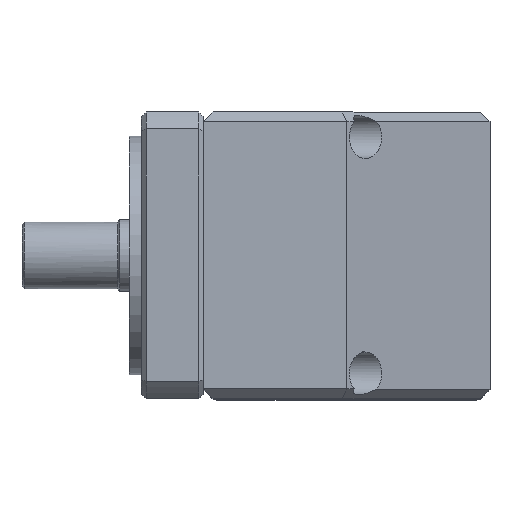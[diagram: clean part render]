
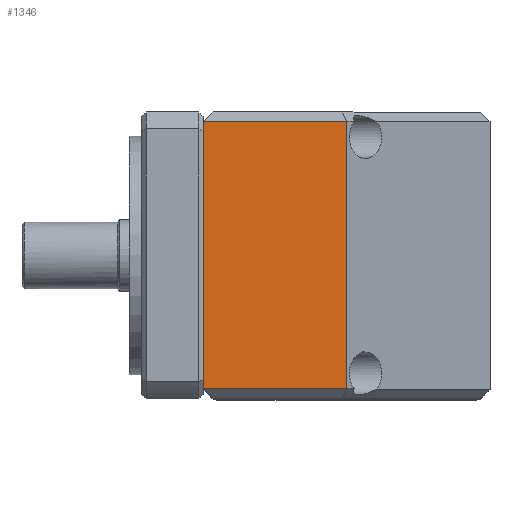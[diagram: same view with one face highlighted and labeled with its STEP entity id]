
A CAD part, top view. The second image highlights one B-rep face of the part: STEP entity #1346.
In plain terms, the highlighted planar face has unit normal (0, 0, 1).
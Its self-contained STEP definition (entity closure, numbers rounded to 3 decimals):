
#1346 = ADVANCED_FACE( 'NONE', ( #4039 ), #4040, .F. );
#4039 = FACE_OUTER_BOUND( '', #7956, .T. );
#4040 = PLANE( '', #7957 );
#7956 = EDGE_LOOP( '', ( #13484, #13485, #13486, #13487 ) );
#7957 = AXIS2_PLACEMENT_3D( '', #13488, #13489, #13490 );
#13484 = ORIENTED_EDGE( '', *, *, #18771, .T. );
#13485 = ORIENTED_EDGE( '', *, *, #18772, .T. );
#13486 = ORIENTED_EDGE( '', *, *, #18773, .T. );
#13487 = ORIENTED_EDGE( '', *, *, #18774, .T. );
#13488 = CARTESIAN_POINT( '', ( -39.268, 26.387, 83. ) );
#13489 = DIRECTION( '', ( 0., 0., -1. ) );
#13490 = DIRECTION( '', ( 0., -1., 0. ) );
#18771 = EDGE_CURVE( 'NONE', #19940, #19941, #19942, .T. );
#18772 = EDGE_CURVE( 'NONE', #19941, #19943, #19944, .T. );
#18773 = EDGE_CURVE( 'NONE', #19943, #19945, #19946, .T. );
#18774 = EDGE_CURVE( 'NONE', #19945, #19940, #19947, .T. );
#19940 = VERTEX_POINT( 'NONE', #21494 );
#19941 = VERTEX_POINT( 'NONE', #21495 );
#19942 = LINE( '', #21496, #21497 );
#19943 = VERTEX_POINT( 'NONE', #21498 );
#19944 = LINE( '', #21499, #21500 );
#19945 = VERTEX_POINT( 'NONE', #21501 );
#19946 = LINE( '', #21502, #21503 );
#19947 = LINE( '', #21504, #21505 );
#21494 = CARTESIAN_POINT( '', ( 18.732, 26.387, 83. ) );
#21495 = CARTESIAN_POINT( '', ( -37.268, 26.387, 83. ) );
#21496 = CARTESIAN_POINT( '', ( -39.268, 26.387, 83. ) );
#21497 = VECTOR( '', #23973, 1000. );
#21498 = CARTESIAN_POINT( '', ( -37.268, -3.613, 83. ) );
#21499 = CARTESIAN_POINT( '', ( -37.268, 26.387, 83. ) );
#21500 = VECTOR( '', #23974, 1000. );
#21501 = CARTESIAN_POINT( '', ( 18.732, -3.613, 83. ) );
#21502 = CARTESIAN_POINT( '', ( -39.268, -3.613, 83. ) );
#21503 = VECTOR( '', #23975, 1000. );
#21504 = CARTESIAN_POINT( '', ( 18.732, 26.387, 83. ) );
#21505 = VECTOR( '', #23976, 1000. );
#23973 = DIRECTION( '', ( -1., 0., 0. ) );
#23974 = DIRECTION( '', ( 0., -1., 0. ) );
#23975 = DIRECTION( '', ( 1., 0., 0. ) );
#23976 = DIRECTION( '', ( 0., 1., 0. ) );
